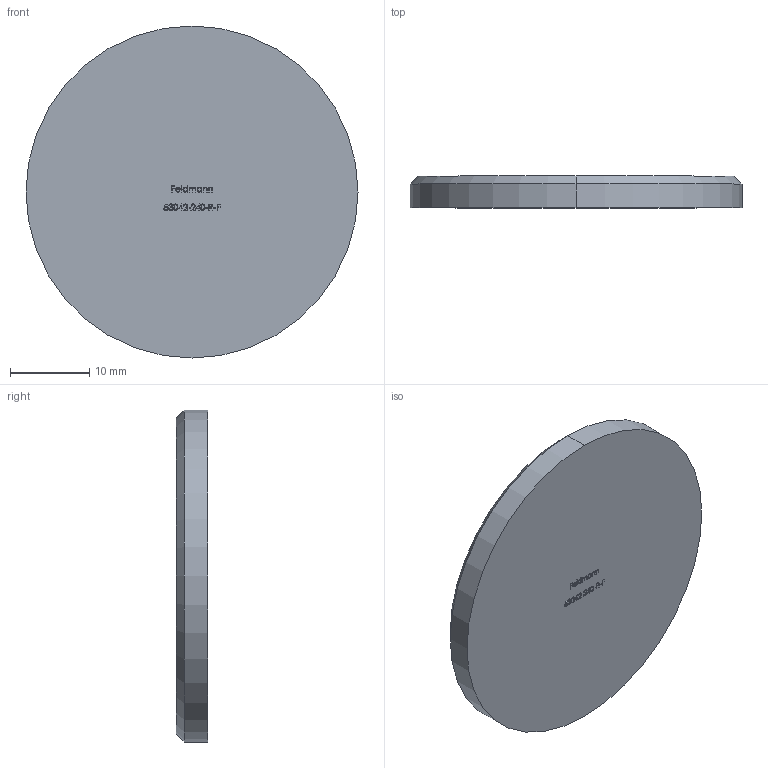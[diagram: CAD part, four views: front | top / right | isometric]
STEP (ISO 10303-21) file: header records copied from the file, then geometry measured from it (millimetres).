
FILE_DESCRIPTION (( 'STEP AP203' ), '1' );
FILE_NAME ('53042-240-R-F.STEP', '2020-10-22T06:30:44', ( '' ), ( '' ), 'SwSTEP 2.0', 'SolidWorks 2018', '' );
FILE_SCHEMA (( 'CONFIG_CONTROL_DESIGN' ));
Length unit declared in the file: millimetre
Products named in the file (2): 53042-240-R-F
Bounding box: 42 x 4 x 42 mm (x, y, z)
Volume: 5476.6 mm3; surface area: 3226.8 mm2
Topology: 1 solids, 1 shells, 274 faces, 727 edges, 484 vertices
Faces by surface type: plane 165, bspline 105, cone 2, cylinder 2
Entity records: 14414 total; most frequent: CARTESIAN_POINT 8160, ORIENTED_EDGE 1454, DIRECTION 865, EDGE_CURVE 727, VECTOR 511, LINE 511, VERTEX_POINT 484, EDGE_LOOP 303
